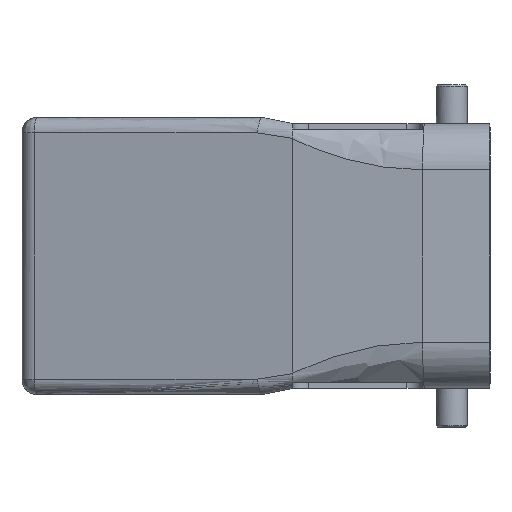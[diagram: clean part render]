
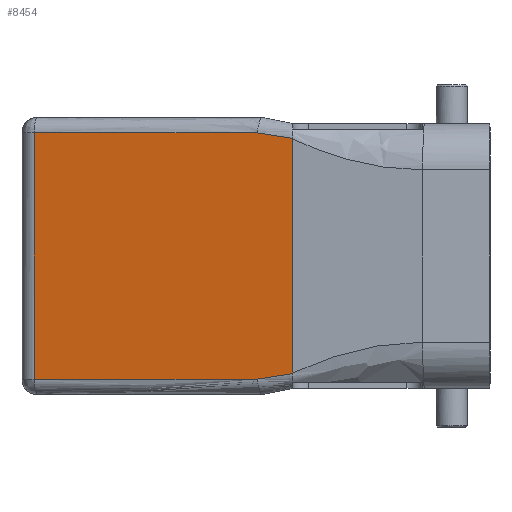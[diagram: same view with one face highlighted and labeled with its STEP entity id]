
A CAD part, left-side view. The second image highlights one B-rep face of the part: STEP entity #8454.
In plain terms, the highlighted free-form (B-spline) face has degree [1, 1] with [2, 2] control points.
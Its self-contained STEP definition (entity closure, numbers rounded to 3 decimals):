
#2937=CARTESIAN_POINT('V330',(-36.59,64.977,
   19.999));
#2938=VERTEX_POINT('V330',#2937);
#2983=CARTESIAN_POINT('V325',(-36.59,64.977,
   -20.001));
#2984=VERTEX_POINT('V325',#2983);
#2985=CARTESIAN_POINT('E479',(-36.59,64.977,
   19.999));
#2986=CARTESIAN_POINT('E479',(-36.59,64.977,
   -20.001));
#2987=B_SPLINE_CURVE_WITH_KNOTS('E479',1,(#2985,#2986),
   .POLYLINE_FORM.,.F.,.U.,(2,2),(2.725,
   14.329),.UNSPECIFIED.);
#2988=EDGE_CURVE('E479',#2938,#2984,#2987,.T.);
#7881=CARTESIAN_POINT('V329',(-43.625,28.787,
   19.999));
#7882=VERTEX_POINT('V329',#7881);
#7883=CARTESIAN_POINT('E478',(-43.625,28.787,
   19.999));
#7884=CARTESIAN_POINT('E478',(-36.59,64.977,
   19.999));
#7885=B_SPLINE_CURVE_WITH_KNOTS('E478',1,(#7883,#7884),
   .POLYLINE_FORM.,.F.,.U.,(2,2),(2.0,11.388),
   .UNSPECIFIED.);
#7886=EDGE_CURVE('E478',#7882,#2938,#7885,.T.);
#7916=CARTESIAN_POINT('V328',(-44.741,23.048,
   19.092));
#7917=VERTEX_POINT('V328',#7916);
#7918=CARTESIAN_POINT('E477',(-44.741,23.048,
   19.092));
#7919=CARTESIAN_POINT('E477',(-43.625,28.787,
   19.999));
#7920=B_SPLINE_CURVE_WITH_KNOTS('E477',1,(#7918,#7919),
   .POLYLINE_FORM.,.F.,.U.,(2,2),(2.0,3.358),
   .UNSPECIFIED.);
#7921=EDGE_CURVE('E477',#7917,#7882,#7920,.T.);
#8135=CARTESIAN_POINT('V321',(-44.75,23.,
   18.996));
#8136=VERTEX_POINT('V321',#8135);
#8137=CARTESIAN_POINT('E476',(-44.75,23.,
   18.996));
#8138=CARTESIAN_POINT('E476',(-44.741,23.048,
   19.092));
#8139=B_SPLINE_CURVE_WITH_KNOTS('E476',1,(#8137,#8138),
   .POLYLINE_FORM.,.F.,.U.,(2,2),(0.0,0.239),
   .UNSPECIFIED.);
#8140=EDGE_CURVE('E476',#8136,#7917,#8139,.T.);
#8394=CARTESIAN_POINT('V322',(-44.75,23.,
   -19.001));
#8395=VERTEX_POINT('V322',#8394);
#8396=CARTESIAN_POINT('E469',(-44.75,23.,
   18.996));
#8397=CARTESIAN_POINT('E469',(-44.75,23.,
   -19.001));
#8398=B_SPLINE_CURVE_WITH_KNOTS('E469',1,(#8396,#8397),
   .POLYLINE_FORM.,.F.,.U.,(2,2),(0.078,
   0.922),.UNSPECIFIED.);
#8399=EDGE_CURVE('E469',#8136,#8395,#8398,.T.);
#8423=CARTESIAN_POINT('F169',(-35.77,69.2,
   -22.501));
#8424=CARTESIAN_POINT('F169',(-44.75,23.,
   -22.501));
#8425=CARTESIAN_POINT('F169',(-35.77,69.2,
   22.499));
#8426=CARTESIAN_POINT('F169',(-44.75,23.,
   22.499));
#8427=B_SPLINE_SURFACE_WITH_KNOTS('F169',1,1,((#8423,#8425),(
   #8424,#8426)),.PLANE_SURF.,.F.,.F.,.U.,(2,2),(2,2),(0.0,
   1.05),(0.0,1.0),.UNSPECIFIED.);
#8428=CARTESIAN_POINT('V326',(-43.625,28.787,
   -20.001));
#8429=VERTEX_POINT('V326',#8428);
#8430=CARTESIAN_POINT('E473',(-36.59,64.977,
   -20.001));
#8431=CARTESIAN_POINT('E473',(-43.625,28.787,
   -20.001));
#8432=B_SPLINE_CURVE_WITH_KNOTS('E473',1,(#8430,#8431),
   .POLYLINE_FORM.,.F.,.U.,(2,2),(2.073,
   11.462),.UNSPECIFIED.);
#8433=EDGE_CURVE('E473',#2984,#8429,#8432,.T.);
#8434=ORIENTED_EDGE('E473',*,*,#8433,.T.);
#8435=CARTESIAN_POINT('V327',(-44.741,23.046,
   -19.094));
#8436=VERTEX_POINT('V327',#8435);
#8437=CARTESIAN_POINT('E474',(-43.625,28.787,
   -20.001));
#8438=CARTESIAN_POINT('E474',(-44.741,23.046,
   -19.094));
#8439=B_SPLINE_CURVE_WITH_KNOTS('E474',1,(#8437,#8438),
   .POLYLINE_FORM.,.F.,.U.,(2,2),(5.743,
   7.101),.UNSPECIFIED.);
#8440=EDGE_CURVE('E474',#8429,#8436,#8439,.T.);
#8441=ORIENTED_EDGE('E474',*,*,#8440,.T.);
#8442=CARTESIAN_POINT('E475',(-44.741,23.046,
   -19.094));
#8443=CARTESIAN_POINT('E475',(-44.75,23.,
   -19.001));
#8444=B_SPLINE_CURVE_WITH_KNOTS('E475',1,(#8442,#8443),
   .POLYLINE_FORM.,.F.,.U.,(2,2),(0.769,1.0),
   .UNSPECIFIED.);
#8445=EDGE_CURVE('E475',#8436,#8395,#8444,.T.);
#8446=ORIENTED_EDGE('E475',*,*,#8445,.T.);
#8447=ORIENTED_EDGE('E469',*,*,#8399,.F.);
#8448=ORIENTED_EDGE('E476',*,*,#8140,.T.);
#8449=ORIENTED_EDGE('E477',*,*,#7921,.T.);
#8450=ORIENTED_EDGE('E478',*,*,#7886,.T.);
#8451=ORIENTED_EDGE('E479',*,*,#2988,.T.);
#8452=EDGE_LOOP('F169',(#8434,#8441,#8446,#8447,#8448,#8449,#8450,
   #8451));
#8453=FACE_OUTER_BOUND('F169',#8452,.T.);
#8454=ADVANCED_FACE('F169',(#8453),#8427,.T.);
